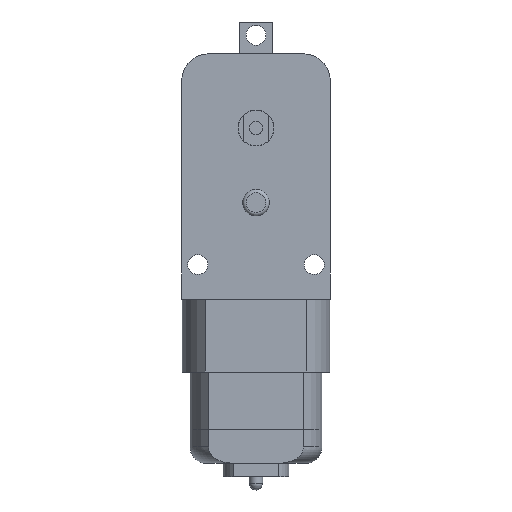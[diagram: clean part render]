
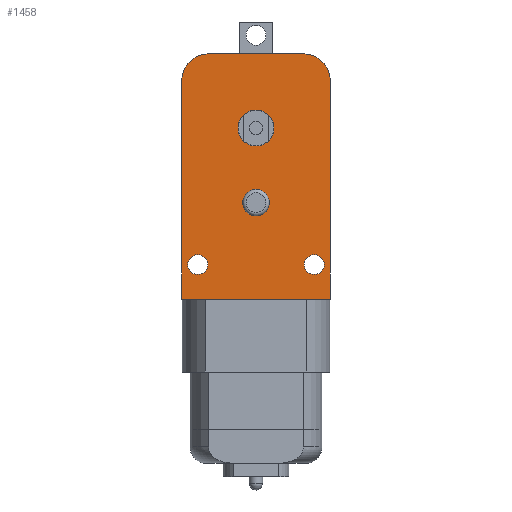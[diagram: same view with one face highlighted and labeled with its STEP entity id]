
A CAD part, front view. The second image highlights one B-rep face of the part: STEP entity #1458.
In plain terms, the highlighted planar face has unit normal (0, -1, 0).
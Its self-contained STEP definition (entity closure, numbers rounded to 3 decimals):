
#62=FACE_BOUND('',#178,.T.);
#63=FACE_BOUND('',#179,.T.);
#64=FACE_BOUND('',#180,.T.);
#65=FACE_BOUND('',#181,.T.);
#87=FACE_OUTER_BOUND('',#177,.T.);
#177=EDGE_LOOP('',(#1003,#1004,#1005,#1006,#1007,#1008));
#178=EDGE_LOOP('',(#1009));
#179=EDGE_LOOP('',(#1010));
#180=EDGE_LOOP('',(#1011));
#181=EDGE_LOOP('',(#1012));
#282=CIRCLE('',#1572,4.);
#283=CIRCLE('',#1573,4.);
#284=CIRCLE('',#1574,2.);
#285=CIRCLE('',#1575,1.5);
#286=CIRCLE('',#1576,1.5);
#287=CIRCLE('',#1577,2.7);
#349=LINE('',#2185,#489);
#352=LINE('',#2191,#492);
#365=LINE('',#2222,#505);
#366=LINE('',#2225,#506);
#489=VECTOR('',#1729,10.);
#492=VECTOR('',#1734,10.);
#505=VECTOR('',#1761,10.);
#506=VECTOR('',#1764,10.);
#631=VERTEX_POINT('',#2182);
#632=VERTEX_POINT('',#2184);
#634=VERTEX_POINT('',#2190);
#644=VERTEX_POINT('',#2219);
#645=VERTEX_POINT('',#2221);
#646=VERTEX_POINT('',#2223);
#647=VERTEX_POINT('',#2226);
#648=VERTEX_POINT('',#2228);
#649=VERTEX_POINT('',#2230);
#650=VERTEX_POINT('',#2232);
#771=EDGE_CURVE('',#632,#631,#349,.T.);
#774=EDGE_CURVE('',#634,#632,#352,.T.);
#788=EDGE_CURVE('',#634,#644,#282,.T.);
#789=EDGE_CURVE('',#631,#645,#365,.T.);
#790=EDGE_CURVE('',#646,#645,#283,.T.);
#791=EDGE_CURVE('',#646,#644,#366,.T.);
#792=EDGE_CURVE('',#647,#647,#284,.T.);
#793=EDGE_CURVE('',#648,#648,#285,.T.);
#794=EDGE_CURVE('',#649,#649,#286,.T.);
#795=EDGE_CURVE('',#650,#650,#287,.T.);
#1003=ORIENTED_EDGE('',*,*,#788,.F.);
#1004=ORIENTED_EDGE('',*,*,#774,.T.);
#1005=ORIENTED_EDGE('',*,*,#771,.T.);
#1006=ORIENTED_EDGE('',*,*,#789,.T.);
#1007=ORIENTED_EDGE('',*,*,#790,.F.);
#1008=ORIENTED_EDGE('',*,*,#791,.T.);
#1009=ORIENTED_EDGE('',*,*,#792,.T.);
#1010=ORIENTED_EDGE('',*,*,#793,.T.);
#1011=ORIENTED_EDGE('',*,*,#794,.T.);
#1012=ORIENTED_EDGE('',*,*,#795,.T.);
#1398=PLANE('',#1571);
#1458=ADVANCED_FACE('',(#87,#62,#63,#64,#65),#1398,.F.);
#1571=AXIS2_PLACEMENT_3D('',#2218,#1757,#1758);
#1572=AXIS2_PLACEMENT_3D('',#2220,#1759,#1760);
#1573=AXIS2_PLACEMENT_3D('',#2224,#1762,#1763);
#1574=AXIS2_PLACEMENT_3D('',#2227,#1765,#1766);
#1575=AXIS2_PLACEMENT_3D('',#2229,#1767,#1768);
#1576=AXIS2_PLACEMENT_3D('',#2231,#1769,#1770);
#1577=AXIS2_PLACEMENT_3D('',#2233,#1771,#1772);
#1729=DIRECTION('',(1.,0.,0.));
#1734=DIRECTION('',(0.,0.,-1.));
#1757=DIRECTION('center_axis',(0.,1.,0.));
#1758=DIRECTION('ref_axis',(1.,0.,0.));
#1759=DIRECTION('center_axis',(0.,1.,0.));
#1760=DIRECTION('ref_axis',(-0.707,0.,0.707));
#1761=DIRECTION('',(0.,0.,1.));
#1762=DIRECTION('center_axis',(0.,1.,0.));
#1763=DIRECTION('ref_axis',(0.707,0.,0.707));
#1764=DIRECTION('',(-1.,0.,0.));
#1765=DIRECTION('center_axis',(0.,1.,0.));
#1766=DIRECTION('ref_axis',(1.,0.,0.));
#1767=DIRECTION('center_axis',(0.,1.,0.));
#1768=DIRECTION('ref_axis',(1.,0.,0.));
#1769=DIRECTION('center_axis',(0.,1.,0.));
#1770=DIRECTION('ref_axis',(1.,0.,0.));
#1771=DIRECTION('center_axis',(0.,1.,0.));
#1772=DIRECTION('ref_axis',(1.,0.,0.));
#2182=CARTESIAN_POINT('',(11.2,-9.3,-25.8));
#2184=CARTESIAN_POINT('',(-11.2,-9.3,-25.8));
#2185=CARTESIAN_POINT('',(-11.2,-9.3,-25.8));
#2190=CARTESIAN_POINT('',(-11.2,-9.3,7.2));
#2191=CARTESIAN_POINT('',(-11.2,-9.3,-51.));
#2218=CARTESIAN_POINT('Origin',(0.,-9.3,-7.3));
#2219=CARTESIAN_POINT('',(-7.2,-9.3,11.2));
#2220=CARTESIAN_POINT('Origin',(-7.2,-9.3,7.2));
#2221=CARTESIAN_POINT('',(11.2,-9.3,7.2));
#2222=CARTESIAN_POINT('',(11.2,-9.3,11.2));
#2223=CARTESIAN_POINT('',(7.2,-9.3,11.2));
#2224=CARTESIAN_POINT('Origin',(7.2,-9.3,7.2));
#2225=CARTESIAN_POINT('',(-11.2,-9.3,11.2));
#2226=CARTESIAN_POINT('',(-2.,-9.3,-11.25));
#2227=CARTESIAN_POINT('Origin',(0.,-9.3,-11.25));
#2228=CARTESIAN_POINT('',(-10.3,-9.3,-20.6));
#2229=CARTESIAN_POINT('Origin',(-8.8,-9.3,-20.6));
#2230=CARTESIAN_POINT('',(7.3,-9.3,-20.6));
#2231=CARTESIAN_POINT('Origin',(8.8,-9.3,-20.6));
#2232=CARTESIAN_POINT('',(-2.7,-9.3,0.));
#2233=CARTESIAN_POINT('Origin',(0.,-9.3,0.));
